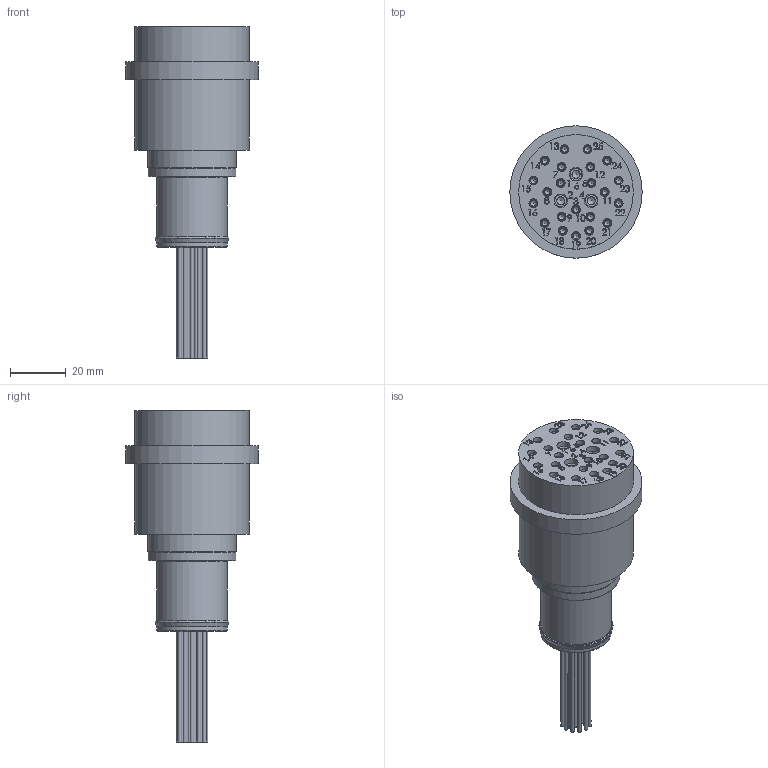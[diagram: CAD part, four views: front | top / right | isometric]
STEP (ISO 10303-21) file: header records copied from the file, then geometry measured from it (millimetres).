
FILE_DESCRIPTION(/* description */ (''),/* implementation_level */ '2;1');
FILE_NAME(/* name */ 'PBOF25F.stp',/* time_stamp */ '2014-12-15T15:53:50+01:00',/* author */ ('sh'),/* organization */ (''),/* preprocessor_version */ 'ST-DEVELOPER v15.2',/* originating_system */ 'Autodesk Inventor 2014',/* authorisation */ '');
FILE_SCHEMA (('AUTOMOTIVE_DESIGN { 1 0 10303 214 3 1 1 }'));
Products named in the file (1): PBOF25F
Bounding box: 47.62 x 47.62 x 119.46 mm (x, y, z)
Volume: 80622.7 mm3; surface area: 38299.2 mm2
Topology: 77 solids, 77 shells, 2036 faces, 4981 edges, 3225 vertices
Faces by surface type: plane 912, cylinder 372, torus 342, bspline 208, cone 202
Full cylindrical faces by diameter (mm): 1.321 x44, 1.829 x3, 2.032 x22, 2.037 x22, 2.057 x22, 2.134 x12, 2.743 x44, 2.794 x22, 2.819 x3, 2.896 x3, 3.175 x132, 3.912 x3, 3.962 x3, 4.013 x3, 4.75 x3, 4.826 x18, 12.7 x2, 13.97 x2, 15.875 x1, 25.4 x3, 31.699 x1, 31.75 x1, 41.275 x2, 47.625 x1
Entity records: 66208 total; most frequent: CARTESIAN_POINT 23217, DIRECTION 8692, ORIENTED_EDGE 7966, EDGE_CURVE 3983, AXIS2_PLACEMENT_3D 3509, VERTEX_POINT 2946, EDGE_LOOP 2945, FACE_OUTER_BOUND 2036
